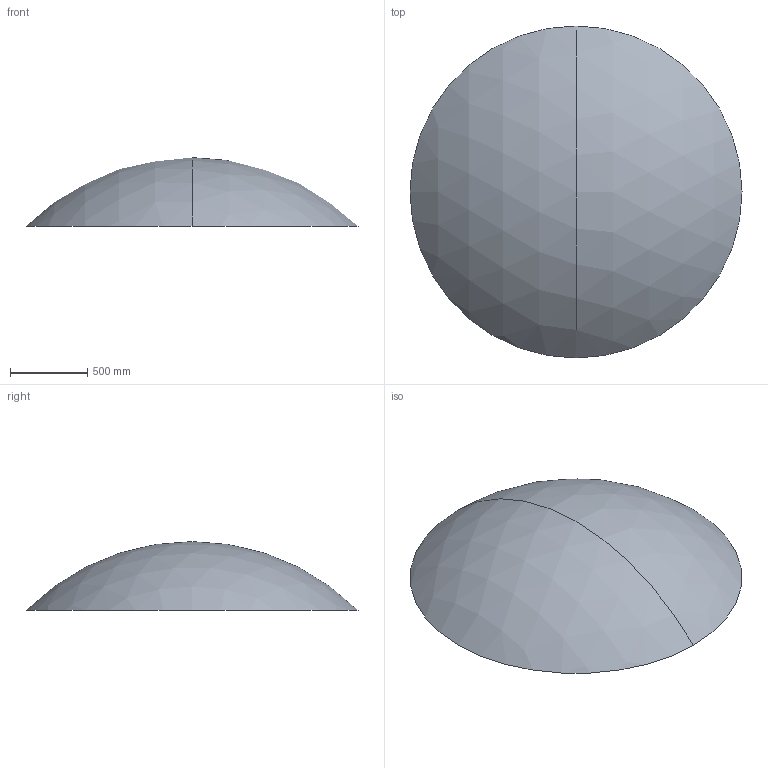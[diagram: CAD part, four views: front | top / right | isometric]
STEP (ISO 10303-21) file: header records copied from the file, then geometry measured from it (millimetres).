
FILE_DESCRIPTION (( 'STEP AP214' ), '1' );
FILE_NAME ('ground_plane.STEP', '2019-12-10T09:07:57', ( '' ), ( '' ), 'SwSTEP 2.0', 'SolidWorks 2018', '' );
FILE_SCHEMA (( 'AUTOMOTIVE_DESIGN' ));
Length unit declared in the file: metre
Products named in the file (1): ground_plane
Bounding box: 2145.36 x 2145.36 x 444.32 mm (x, y, z)
Surface area: 4235060.4 mm2 (no closed solid volume)
Topology: 0 solids, 1 shells, 2 faces, 4 edges, 3 vertices
Faces by surface type: sphere 2
Entity records: 83 total; most frequent: DIRECTION 14, CARTESIAN_POINT 10, AXIS2_PLACEMENT_3D 7, ORIENTED_EDGE 6, CIRCLE 4, EDGE_CURVE 4, VERTEX_POINT 3, UNCERTAINTY_MEASURE_WITH_UNIT 2
